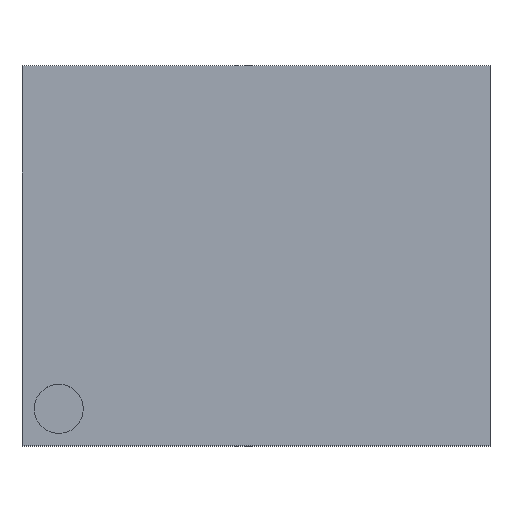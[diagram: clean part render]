
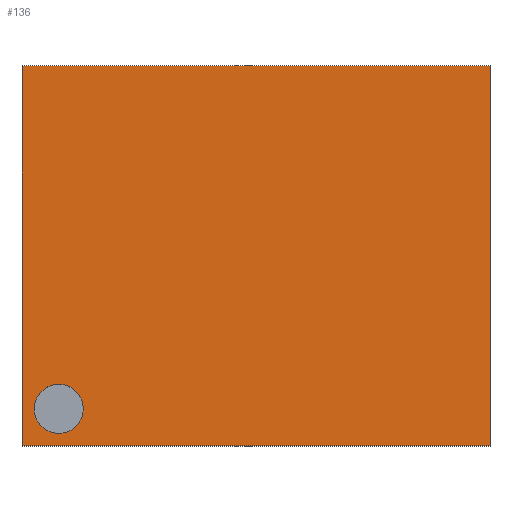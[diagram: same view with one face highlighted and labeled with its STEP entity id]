
A CAD part, top view. The second image highlights one B-rep face of the part: STEP entity #136.
In plain terms, the highlighted planar face has unit normal (0, 0, 1).
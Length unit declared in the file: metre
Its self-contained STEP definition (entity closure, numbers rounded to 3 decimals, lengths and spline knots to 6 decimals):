
#136 = ADVANCED_FACE( '', ( #272, #273 ), #274, .T. );
#272 = FACE_BOUND( '', #413, .T. );
#273 = FACE_OUTER_BOUND( '', #414, .T. );
#274 = PLANE( '', #415 );
#413 = EDGE_LOOP( '', ( #634 ) );
#414 = EDGE_LOOP( '', ( #635, #636, #637, #638 ) );
#415 = AXIS2_PLACEMENT_3D( '', #639, #640, #641 );
#634 = ORIENTED_EDGE( '', *, *, #772, .F. );
#635 = ORIENTED_EDGE( '', *, *, #788, .T. );
#636 = ORIENTED_EDGE( '', *, *, #793, .T. );
#637 = ORIENTED_EDGE( '', *, *, #758, .F. );
#638 = ORIENTED_EDGE( '', *, *, #741, .F. );
#639 = CARTESIAN_POINT( '', ( 0.00815, 0., 0.0153 ) );
#640 = DIRECTION( '', ( 0., 0., 1. ) );
#641 = DIRECTION( '', ( 1., 0., 0. ) );
#741 = EDGE_CURVE( '', #862, #864, #865, .T. );
#758 = EDGE_CURVE( '', #864, #888, #889, .T. );
#772 = EDGE_CURVE( '', #907, #907, #908, .T. );
#788 = EDGE_CURVE( '', #862, #928, #930, .T. );
#793 = EDGE_CURVE( '', #928, #888, #935, .T. );
#862 = VERTEX_POINT( '', #1028 );
#864 = VERTEX_POINT( '', #1031 );
#865 = LINE( '', #1032, #1033 );
#888 = VERTEX_POINT( '', #1063 );
#889 = LINE( '', #1064, #1065 );
#907 = VERTEX_POINT( '', #1089 );
#908 = CIRCLE( '', #1090, 0.001 );
#928 = VERTEX_POINT( '', #1119 );
#930 = LINE( '', #1122, #1123 );
#935 = LINE( '', #1130, #1131 );
#1028 = CARTESIAN_POINT( '', ( -0.0014, 0.00775, 0.0153 ) );
#1031 = CARTESIAN_POINT( '', ( 0.0177, 0.00775, 0.0153 ) );
#1032 = CARTESIAN_POINT( '', ( 0.007511, 0.00775, 0.0153 ) );
#1033 = VECTOR( '', #1174, 1. );
#1063 = CARTESIAN_POINT( '', ( 0.0177, -0.00775, 0.0153 ) );
#1064 = CARTESIAN_POINT( '', ( 0.0177, 0.002647, 0.0153 ) );
#1065 = VECTOR( '', #1191, 1. );
#1089 = CARTESIAN_POINT( '', ( 0.0011, -0.00625, 0.0153 ) );
#1090 = AXIS2_PLACEMENT_3D( '', #1201, #1202, #1203 );
#1119 = CARTESIAN_POINT( '', ( -0.0014, -0.00775, 0.0153 ) );
#1122 = CARTESIAN_POINT( '', ( -0.0014, 0.002647, 0.0153 ) );
#1123 = VECTOR( '', #1214, 1. );
#1130 = CARTESIAN_POINT( '', ( 0.007511, -0.00775, 0.0153 ) );
#1131 = VECTOR( '', #1217, 1. );
#1174 = DIRECTION( '', ( 1., 0., 0. ) );
#1191 = DIRECTION( '', ( 0., -1., 0. ) );
#1201 = CARTESIAN_POINT( '', ( 0.0001, -0.00625, 0.0153 ) );
#1202 = DIRECTION( '', ( 0., 0., 1. ) );
#1203 = DIRECTION( '', ( 1., 0., 0. ) );
#1214 = DIRECTION( '', ( 0., -1., 0. ) );
#1217 = DIRECTION( '', ( 1., 0., 0. ) );
